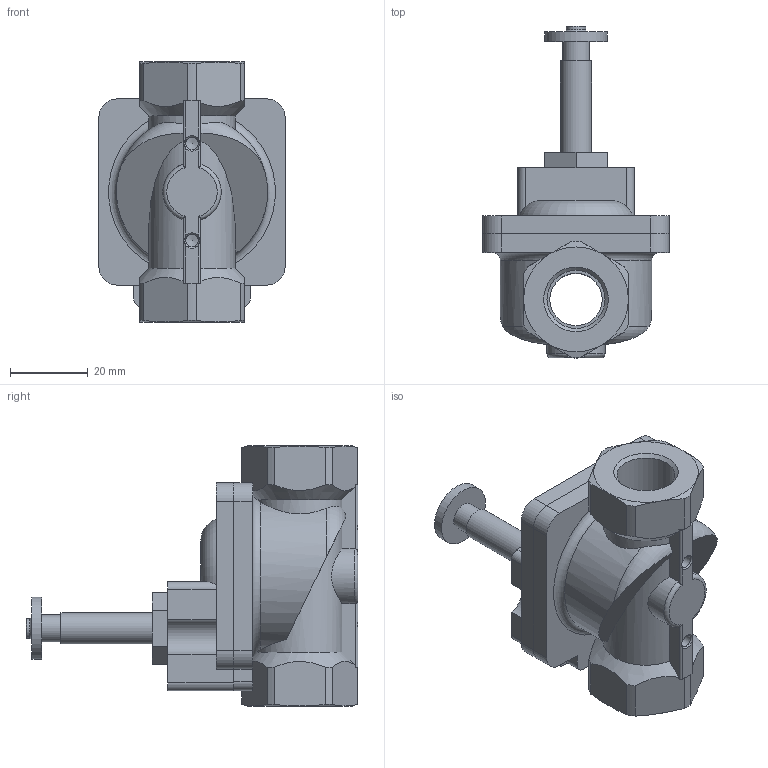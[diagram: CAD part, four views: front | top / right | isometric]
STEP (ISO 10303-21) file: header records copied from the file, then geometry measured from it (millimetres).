
FILE_DESCRIPTION(/* description */ ('STEP AP214'),/* implementation_level */ '2;1');
FILE_NAME(/* name */ '546147_VZWM-L-M22C-G38-F4',/* time_stamp */ '2024-09-18T10:27:42+02:00',/* author */ ('License CC BY-ND 4.0'),/* organization */ ('CADENAS'),/* preprocessor_version */ 'ST-DEVELOPER v19.3',/* originating_system */ 'PARTsolutions',/* authorisation */ ' ');
FILE_SCHEMA (('AUTOMOTIVE_DESIGN {1 0 10303 214 3 1 1}'));
Length unit declared in the file: millimetre
Products named in the file (3): 546147 VZWM-L-M22C-G38-F4; 546147VZWM-L-M22C-G38-F4_H; 546147VZWM-L-M22C-G38-F4_T
Assembly tree (2 placements, depth 2):
  546147 VZWM-L-M22C-G38-F4
    546147VZWM-L-M22C-G38-F4_H
    546147VZWM-L-M22C-G38-F4_T
Bounding box: 48 x 85.5 x 67 mm (x, y, z)
Volume: 68028.6 mm3; surface area: 23052.9 mm2
Topology: 2 solids, 2 shells, 150 faces, 404 edges, 263 vertices
Faces by surface type: plane 66, cylinder 53, cone 24, torus 7
Full cylindrical faces by diameter (mm): 3.242 x2, 5 x1, 6 x4, 7 x1, 8 x1, 13.5 x1, 14.95 x2, 16 x1
Entity records: 4841 total; most frequent: CARTESIAN_POINT 1149, ORIENTED_EDGE 752, DIRECTION 730, EDGE_CURVE 376, AXIS2_PLACEMENT_3D 281, VERTEX_POINT 258, FACE_BOUND 188, EDGE_LOOP 186
